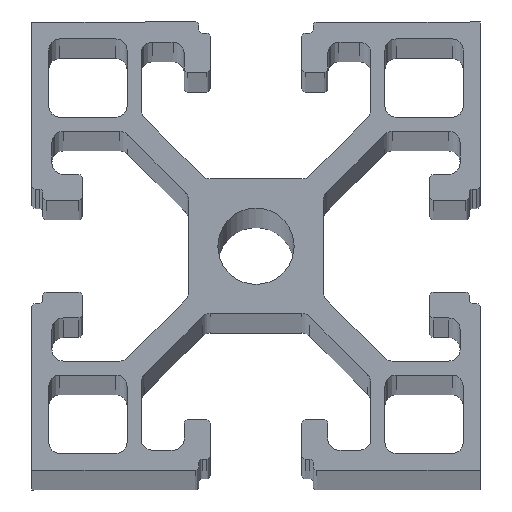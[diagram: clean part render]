
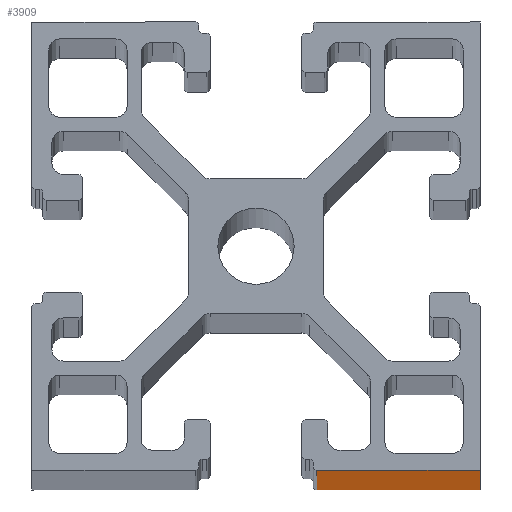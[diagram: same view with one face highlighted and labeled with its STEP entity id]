
A CAD part, top view. The second image highlights one B-rep face of the part: STEP entity #3909.
In plain terms, the highlighted planar face has unit normal (0, -1, 0).
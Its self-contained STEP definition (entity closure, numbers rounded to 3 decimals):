
#102 = DIRECTION ( 'NONE',  ( -1., 0., 0. ) ) ;
#105 = CARTESIAN_POINT ( 'NONE',  ( 0., -20., 1000. ) ) ;
#187 = PLANE ( 'NONE',  #5277 ) ;
#362 = CARTESIAN_POINT ( 'NONE',  ( 5.4, -20., 1000. ) ) ;
#607 = LINE ( 'NONE', #105, #2704 ) ;
#692 = FACE_OUTER_BOUND ( 'NONE', #1127, .T. ) ;
#833 = CARTESIAN_POINT ( 'NONE',  ( 5.4, -20., 0. ) ) ;
#1059 = VERTEX_POINT ( 'NONE', #1325 ) ;
#1127 = EDGE_LOOP ( 'NONE', ( #5446, #2760, #1564, #5751 ) ) ;
#1325 = CARTESIAN_POINT ( 'NONE',  ( 20., -20., 0. ) ) ;
#1440 = EDGE_CURVE ( 'NONE', #1893, #3247, #4702, .T. ) ;
#1564 = ORIENTED_EDGE ( 'NONE', *, *, #6204, .T. ) ;
#1799 = DIRECTION ( 'NONE',  ( 0., 0., -1. ) ) ;
#1893 = VERTEX_POINT ( 'NONE', #6247 ) ;
#2218 = CARTESIAN_POINT ( 'NONE',  ( 0., -20., 1000. ) ) ;
#2550 = CARTESIAN_POINT ( 'NONE',  ( 0., -20., 0. ) ) ;
#2574 = VECTOR ( 'NONE', #102, 1000. ) ;
#2583 = LINE ( 'NONE', #2550, #2574 ) ;
#2592 = CARTESIAN_POINT ( 'NONE',  ( 20., -20., 1000. ) ) ;
#2704 = VECTOR ( 'NONE', #5452, 1000. ) ;
#2726 = EDGE_CURVE ( 'NONE', #5799, #1059, #6014, .T. ) ;
#2760 = ORIENTED_EDGE ( 'NONE', *, *, #2726, .F. ) ;
#3247 = VERTEX_POINT ( 'NONE', #833 ) ;
#3594 = DIRECTION ( 'NONE',  ( 0., 0., -1. ) ) ;
#3629 = VECTOR ( 'NONE', #3594, 1000. ) ;
#3909 = ADVANCED_FACE ( 'NONE', ( #692 ), #187, .T. ) ;
#4136 = DIRECTION ( 'NONE',  ( 1., 0., 0. ) ) ;
#4484 = CARTESIAN_POINT ( 'NONE',  ( 20., -20., 1000. ) ) ;
#4702 = LINE ( 'NONE', #362, #6078 ) ;
#4970 = EDGE_CURVE ( 'NONE', #1059, #3247, #2583, .T. ) ;
#5277 = AXIS2_PLACEMENT_3D ( 'NONE', #2218, #5984, #4136 ) ;
#5446 = ORIENTED_EDGE ( 'NONE', *, *, #4970, .F. ) ;
#5452 = DIRECTION ( 'NONE',  ( -1., 0., 0. ) ) ;
#5751 = ORIENTED_EDGE ( 'NONE', *, *, #1440, .T. ) ;
#5799 = VERTEX_POINT ( 'NONE', #2592 ) ;
#5984 = DIRECTION ( 'NONE',  ( 0., -1., 0. ) ) ;
#6014 = LINE ( 'NONE', #4484, #3629 ) ;
#6078 = VECTOR ( 'NONE', #1799, 1000. ) ;
#6204 = EDGE_CURVE ( 'NONE', #5799, #1893, #607, .T. ) ;
#6247 = CARTESIAN_POINT ( 'NONE',  ( 5.4, -20., 1000. ) ) ;
